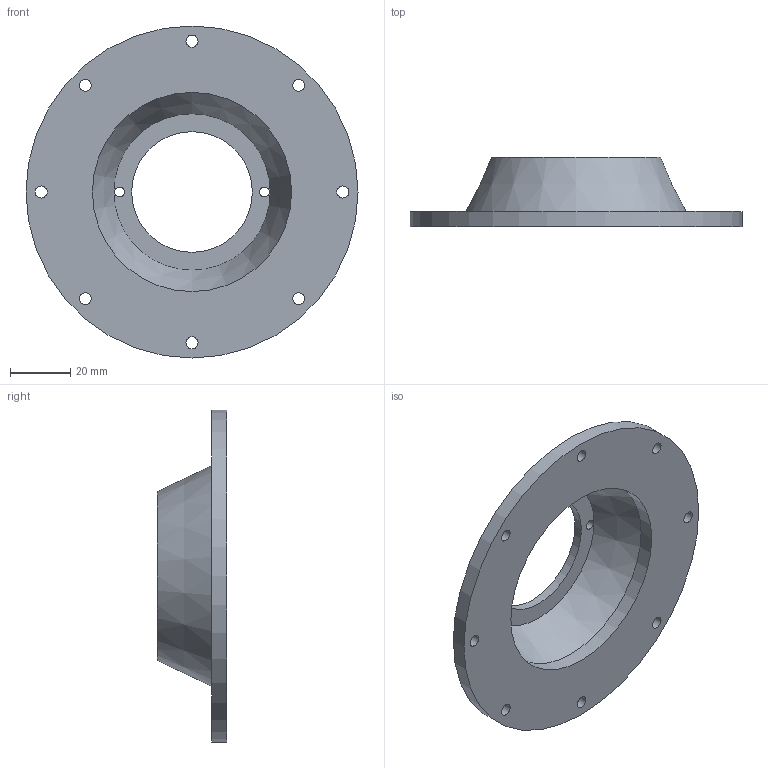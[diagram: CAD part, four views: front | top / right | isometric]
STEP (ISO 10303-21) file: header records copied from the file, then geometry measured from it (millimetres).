
FILE_DESCRIPTION(/* description */ (''),/* implementation_level */ '2;1');
FILE_NAME(/* name */ '',/* time_stamp */ '2023-12-28T10:33:17+07:00',/* author */ ('daveb'),/* organization */ (''),/* preprocessor_version */ 'ST-DEVELOPER v19.2',/* originating_system */ 'Autodesk Inventor 2024',/* authorisation */ '');
FILE_SCHEMA (('AUTOMOTIVE_DESIGN { 1 0 10303 214 3 1 1 }'));
Length unit declared in the file: millimetre
Products named in the file (1): [K2]Nắp
Bounding box: 110 x 23 x 110 mm (x, y, z)
Volume: 44152.3 mm3; surface area: 24035.2 mm2
Topology: 1 solids, 1 shells, 19 faces, 45 edges, 30 vertices
Faces by surface type: cylinder 13, plane 4, cone 2
Full cylindrical faces by diameter (mm): 3.242 x2, 4 x8, 40 x1, 66 x1, 110 x1
Entity records: 656 total; most frequent: DIRECTION 115, CARTESIAN_POINT 95, ORIENTED_EDGE 90, AXIS2_PLACEMENT_3D 50, EDGE_CURVE 45, EDGE_LOOP 43, CIRCLE 30, VERTEX_POINT 30
